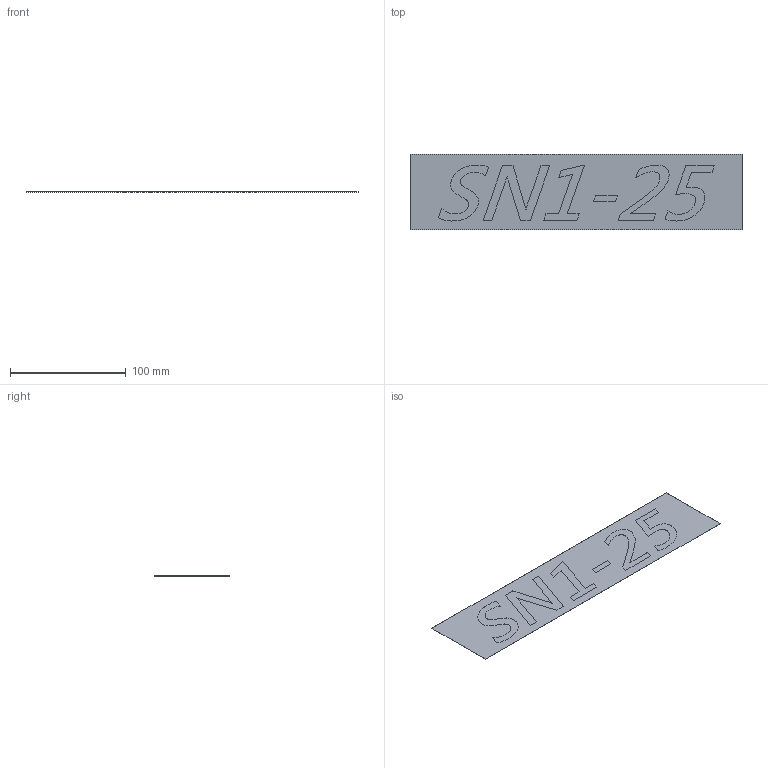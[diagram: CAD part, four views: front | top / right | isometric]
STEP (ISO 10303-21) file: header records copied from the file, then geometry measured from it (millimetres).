
FILE_DESCRIPTION (( 'STEP AP203' ), '1' );
FILE_NAME ('302N52-型式貼紙.STEP', '2023-10-02T08:47:50', ( '' ), ( '' ), 'SwSTEP 2.0', 'SolidWorks 2018', '' );
FILE_SCHEMA (( 'CONFIG_CONTROL_DESIGN' ));
Length unit declared in the file: millimetre
Products named in the file (1): 302N52-型式貼紙
Bounding box: 287 x 65.4 x 0.1 mm (x, y, z)
Volume: 1805.7 mm3; surface area: 37633.4 mm2
Topology: 1 solids, 1 shells, 84 faces, 228 edges, 152 vertices
Faces by surface type: plane 54, bspline 30
Entity records: 4137 total; most frequent: CARTESIAN_POINT 2143, ORIENTED_EDGE 456, DIRECTION 278, EDGE_CURVE 228, LINE 168, VECTOR 168, VERTEX_POINT 152, EDGE_LOOP 90
